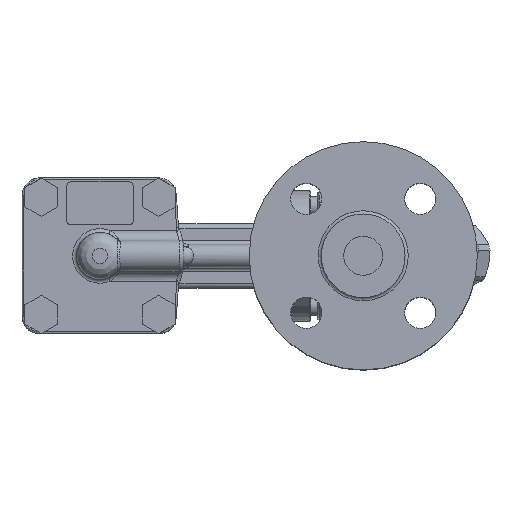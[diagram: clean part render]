
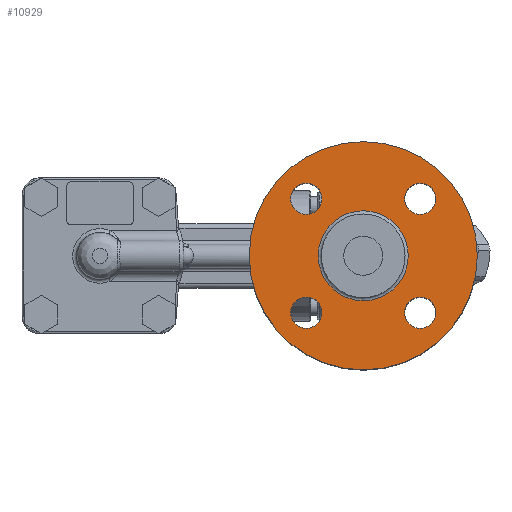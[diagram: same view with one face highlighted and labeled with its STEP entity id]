
A CAD part, top view. The second image highlights one B-rep face of the part: STEP entity #10929.
In plain terms, the highlighted planar face has unit normal (0, 0, 1).
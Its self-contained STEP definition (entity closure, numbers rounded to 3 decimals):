
#820=FACE_BOUND('',#1952,.T.);
#821=FACE_BOUND('',#1953,.T.);
#822=FACE_BOUND('',#1954,.T.);
#823=FACE_BOUND('',#1955,.T.);
#824=FACE_BOUND('',#1956,.T.);
#889=PLANE('',#11792);
#1223=FACE_OUTER_BOUND('',#1951,.T.);
#1951=EDGE_LOOP('',(#7589));
#1952=EDGE_LOOP('',(#7590));
#1953=EDGE_LOOP('',(#7591));
#1954=EDGE_LOOP('',(#7592));
#1955=EDGE_LOOP('',(#7593));
#1956=EDGE_LOOP('',(#7594,#7595));
#3919=CIRCLE('',#11785,58.5);
#3920=CIRCLE('',#11787,23.05);
#3924=CIRCLE('',#11791,23.05);
#3925=CIRCLE('',#11793,8.);
#3926=CIRCLE('',#11794,8.);
#3927=CIRCLE('',#11795,8.);
#3928=CIRCLE('',#11796,8.);
#4633=VERTEX_POINT('',#16890);
#4634=VERTEX_POINT('',#16894);
#4635=VERTEX_POINT('',#16895);
#4638=VERTEX_POINT('',#16904);
#4639=VERTEX_POINT('',#16906);
#4640=VERTEX_POINT('',#16908);
#4641=VERTEX_POINT('',#16910);
#5738=EDGE_CURVE('',#4633,#4633,#3919,.T.);
#5739=EDGE_CURVE('',#4634,#4635,#3920,.T.);
#5743=EDGE_CURVE('',#4635,#4634,#3924,.T.);
#5744=EDGE_CURVE('',#4638,#4638,#3925,.T.);
#5745=EDGE_CURVE('',#4639,#4639,#3926,.T.);
#5746=EDGE_CURVE('',#4640,#4640,#3927,.T.);
#5747=EDGE_CURVE('',#4641,#4641,#3928,.T.);
#7589=ORIENTED_EDGE('',*,*,#5738,.F.);
#7590=ORIENTED_EDGE('',*,*,#5744,.T.);
#7591=ORIENTED_EDGE('',*,*,#5745,.T.);
#7592=ORIENTED_EDGE('',*,*,#5746,.T.);
#7593=ORIENTED_EDGE('',*,*,#5747,.T.);
#7594=ORIENTED_EDGE('',*,*,#5739,.F.);
#7595=ORIENTED_EDGE('',*,*,#5743,.F.);
#10929=ADVANCED_FACE('',(#1223,#820,#821,#822,#823,#824),#889,.T.);
#11785=AXIS2_PLACEMENT_3D('',#16892,#13394,#13395);
#11787=AXIS2_PLACEMENT_3D('',#16896,#13398,#13399);
#11791=AXIS2_PLACEMENT_3D('',#16902,#13406,#13407);
#11792=AXIS2_PLACEMENT_3D('',#16903,#13408,#13409);
#11793=AXIS2_PLACEMENT_3D('',#16905,#13410,#13411);
#11794=AXIS2_PLACEMENT_3D('',#16907,#13412,#13413);
#11795=AXIS2_PLACEMENT_3D('',#16909,#13414,#13415);
#11796=AXIS2_PLACEMENT_3D('',#16911,#13416,#13417);
#13394=DIRECTION('center_axis',(0.,0.,
-1.));
#13395=DIRECTION('ref_axis',(1.,0.,0.));
#13398=DIRECTION('center_axis',(0.,0.,
1.));
#13399=DIRECTION('ref_axis',(1.,0.,0.));
#13406=DIRECTION('center_axis',(0.,0.,
1.));
#13407=DIRECTION('ref_axis',(1.,0.,0.));
#13408=DIRECTION('center_axis',(0.,0.,
1.));
#13409=DIRECTION('ref_axis',(-1.,0.,0.));
#13410=DIRECTION('center_axis',(0.,0.,
-1.));
#13411=DIRECTION('ref_axis',(1.,0.,0.));
#13412=DIRECTION('center_axis',(0.,0.,
-1.));
#13413=DIRECTION('ref_axis',(0.,-1.,0.));
#13414=DIRECTION('center_axis',(0.,0.,
-1.));
#13415=DIRECTION('ref_axis',(-1.,0.,0.));
#13416=DIRECTION('center_axis',(0.,0.,
-1.));
#13417=DIRECTION('ref_axis',(0.,1.,0.));
#16890=CARTESIAN_POINT('',(21.944,154.052,147.418));
#16892=CARTESIAN_POINT('Origin',(80.444,154.052,147.418));
#16894=CARTESIAN_POINT('',(57.394,154.052,147.418));
#16895=CARTESIAN_POINT('',(103.494,154.052,147.418));
#16896=CARTESIAN_POINT('Origin',(80.444,154.052,147.418));
#16902=CARTESIAN_POINT('Origin',(80.444,154.052,147.418));
#16903=CARTESIAN_POINT('Origin',(80.444,154.052,147.418));
#16904=CARTESIAN_POINT('',(43.24,183.255,147.418));
#16905=CARTESIAN_POINT('Origin',(51.24,183.255,147.418));
#16906=CARTESIAN_POINT('',(109.647,191.255,147.418));
#16907=CARTESIAN_POINT('Origin',(109.647,183.255,147.418));
#16908=CARTESIAN_POINT('',(117.647,124.848,147.418));
#16909=CARTESIAN_POINT('Origin',(109.647,124.848,147.418));
#16910=CARTESIAN_POINT('',(51.24,116.848,147.418));
#16911=CARTESIAN_POINT('Origin',(51.24,124.848,147.418));
